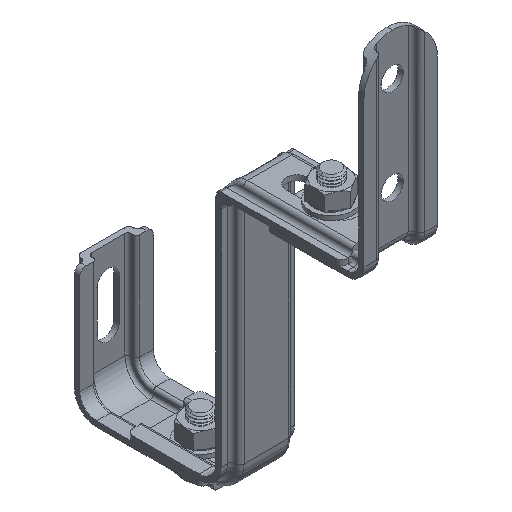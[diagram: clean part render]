
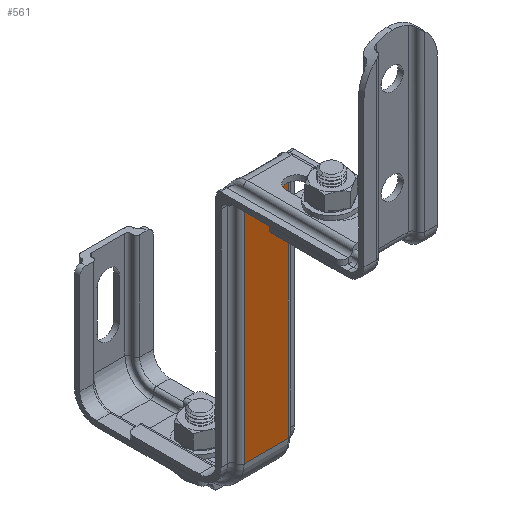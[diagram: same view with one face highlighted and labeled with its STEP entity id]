
A CAD part, isometric view. The second image highlights one B-rep face of the part: STEP entity #561.
In plain terms, the highlighted planar face has unit normal (0, -1, 0).
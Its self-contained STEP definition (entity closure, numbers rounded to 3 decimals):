
#502 = EDGE_CURVE ( 'NONE', #871, #565, #4032, .T. ) ;
#529 = EDGE_LOOP ( 'NONE', ( #567, #563, #542, #540, #547, #559 ) ) ;
#540 = ORIENTED_EDGE ( 'NONE', *, *, #572, .F. ) ;
#541 = EDGE_CURVE ( 'NONE', #553, #860, #4136, .T. ) ;
#542 = ORIENTED_EDGE ( 'NONE', *, *, #502, .T. ) ;
#547 = ORIENTED_EDGE ( 'NONE', *, *, #562, .T. ) ;
#548 = EDGE_CURVE ( 'NONE', #887, #553, #4131, .T. ) ;
#553 = VERTEX_POINT ( 'NONE', #4126 ) ;
#559 = ORIENTED_EDGE ( 'NONE', *, *, #548, .T. ) ;
#561 = ADVANCED_FACE ( 'NONE', ( #4110 ), #4163, .T. ) ;
#562 = EDGE_CURVE ( 'NONE', #570, #887, #4151, .T. ) ;
#563 = ORIENTED_EDGE ( 'NONE', *, *, #919, .T. ) ;
#565 = VERTEX_POINT ( 'NONE', #4148 ) ;
#567 = ORIENTED_EDGE ( 'NONE', *, *, #541, .T. ) ;
#570 = VERTEX_POINT ( 'NONE', #4194 ) ;
#572 = EDGE_CURVE ( 'NONE', #570, #565, #4197, .T. ) ;
#860 = VERTEX_POINT ( 'NONE', #4899 ) ;
#871 = VERTEX_POINT ( 'NONE', #4943 ) ;
#887 = VERTEX_POINT ( 'NONE', #4954 ) ;
#919 = EDGE_CURVE ( 'NONE', #860, #871, #5099, .T. ) ;
#4026 = DIRECTION ( 'NONE',  ( 1., 0., 0. ) ) ;
#4027 = VECTOR ( 'NONE', #4026, 1000. ) ;
#4031 = CARTESIAN_POINT ( 'NONE',  ( 117.5, 53.5, -10.5 ) ) ;
#4032 = LINE ( 'NONE', #4031, #4027 ) ;
#4110 = FACE_OUTER_BOUND ( 'NONE', #529, .T. ) ;
#4116 = CARTESIAN_POINT ( 'NONE',  ( 8., 53.5, 5.917 ) ) ;
#4117 = CARTESIAN_POINT ( 'NONE',  ( 8., 53.5, 6.157 ) ) ;
#4118 = CARTESIAN_POINT ( 'NONE',  ( 8.024, 53.5, 6.393 ) ) ;
#4119 = CARTESIAN_POINT ( 'NONE',  ( 8.114, 53.5, 6.856 ) ) ;
#4120 = CARTESIAN_POINT ( 'NONE',  ( 8.181, 53.5, 7.087 ) ) ;
#4121 = CARTESIAN_POINT ( 'NONE',  ( 8.435, 53.5, 7.753 ) ) ;
#4122 = CARTESIAN_POINT ( 'NONE',  ( 8.674, 53.5, 8.16 ) ) ;
#4123 = CARTESIAN_POINT ( 'NONE',  ( 9.535, 53.5, 9.301 ) ) ;
#4124 = CARTESIAN_POINT ( 'NONE',  ( 10.27, 53.5, 9.904 ) ) ;
#4125 = CARTESIAN_POINT ( 'NONE',  ( 11., 53.5, 10.5 ) ) ;
#4126 = CARTESIAN_POINT ( 'NONE',  ( 8., 53.5, 5.917 ) ) ;
#4128 = AXIS2_PLACEMENT_3D ( 'NONE', #4155, #4154, #4153 ) ;
#4131 = B_SPLINE_CURVE_WITH_KNOTS ( 'NONE', 3,
 ( #4125, #4124, #4123, #4122, #4121, #4120, #4119, #4118, #4117, #4116 ),
 .UNSPECIFIED., .F., .F.,
 ( 4, 2, 2, 2, 4 ),
 ( 0., 0.003, 0.004, 0.005, 0.006 ),
 .UNSPECIFIED. ) ;
#4134 = DIRECTION ( 'NONE',  ( 0., 0., -1. ) ) ;
#4135 = VECTOR ( 'NONE', #4134, 1000. ) ;
#4136 = LINE ( 'NONE', #4140, #4135 ) ;
#4140 = CARTESIAN_POINT ( 'NONE',  ( 8., 53.5, -17.5 ) ) ;
#4148 = CARTESIAN_POINT ( 'NONE',  ( 117.5, 53.5, -10.5 ) ) ;
#4149 = DIRECTION ( 'NONE',  ( -1., 0., 0. ) ) ;
#4150 = VECTOR ( 'NONE', #4149, 1000. ) ;
#4151 = LINE ( 'NONE', #4157, #4150 ) ;
#4153 = DIRECTION ( 'NONE',  ( 0., 0., -1. ) ) ;
#4154 = DIRECTION ( 'NONE',  ( 0., -1., 0. ) ) ;
#4155 = CARTESIAN_POINT ( 'NONE',  ( 8., 53.5, -17.5 ) ) ;
#4157 = CARTESIAN_POINT ( 'NONE',  ( 8., 53.5, 10.5 ) ) ;
#4163 = PLANE ( 'NONE',  #4128 ) ;
#4189 = DIRECTION ( 'NONE',  ( 0., 0., -1. ) ) ;
#4190 = VECTOR ( 'NONE', #4189, 1000. ) ;
#4194 = CARTESIAN_POINT ( 'NONE',  ( 117.5, 53.5, 10.5 ) ) ;
#4196 = CARTESIAN_POINT ( 'NONE',  ( 117.5, 53.5, -17.5 ) ) ;
#4197 = LINE ( 'NONE', #4196, #4190 ) ;
#4899 = CARTESIAN_POINT ( 'NONE',  ( 8., 53.5, -5.917 ) ) ;
#4943 = CARTESIAN_POINT ( 'NONE',  ( 11., 53.5, -10.5 ) ) ;
#4954 = CARTESIAN_POINT ( 'NONE',  ( 11., 53.5, 10.5 ) ) ;
#5086 = CARTESIAN_POINT ( 'NONE',  ( 11., 53.5, -10.5 ) ) ;
#5087 = CARTESIAN_POINT ( 'NONE',  ( 10.268, 53.5, -9.902 ) ) ;
#5088 = CARTESIAN_POINT ( 'NONE',  ( 9.535, 53.5, -9.301 ) ) ;
#5089 = CARTESIAN_POINT ( 'NONE',  ( 8.674, 53.5, -8.16 ) ) ;
#5090 = CARTESIAN_POINT ( 'NONE',  ( 8.435, 53.5, -7.753 ) ) ;
#5091 = CARTESIAN_POINT ( 'NONE',  ( 8.181, 53.5, -7.087 ) ) ;
#5092 = CARTESIAN_POINT ( 'NONE',  ( 8.114, 53.5, -6.856 ) ) ;
#5093 = CARTESIAN_POINT ( 'NONE',  ( 8.024, 53.5, -6.393 ) ) ;
#5094 = CARTESIAN_POINT ( 'NONE',  ( 8., 53.5, -6.157 ) ) ;
#5095 = CARTESIAN_POINT ( 'NONE',  ( 8., 53.5, -5.917 ) ) ;
#5099 = B_SPLINE_CURVE_WITH_KNOTS ( 'NONE', 3,
 ( #5095, #5094, #5093, #5092, #5091, #5090, #5089, #5088, #5087, #5086 ),
 .UNSPECIFIED., .F., .F.,
 ( 4, 2, 2, 2, 4 ),
 ( 0., 0.001, 0.001, 0.003, 0.006 ),
 .UNSPECIFIED. ) ;
